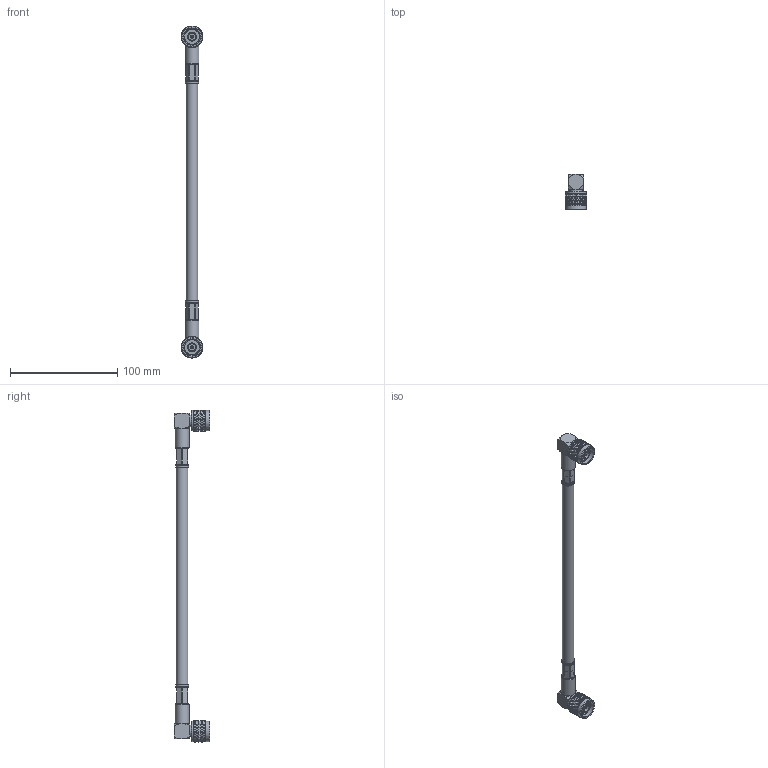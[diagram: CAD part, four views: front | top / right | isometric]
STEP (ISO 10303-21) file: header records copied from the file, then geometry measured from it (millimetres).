
FILE_DESCRIPTION (( 'STEP AP203' ), '1' );
FILE_NAME ('PE3781LF_3D.step', '2021-11-08T20:30:41', ( '' ), ( '' ), 'SwSTEP 2.0', 'SolidWorks 2021', '' );
FILE_SCHEMA (( 'CONFIG_CONTROL_DESIGN' ));
Length unit declared in the file: inch
Products named in the file (3): PE3781LF_3D; RG214U^PE3781LF_RG214; PE4483^PE3781LF_Crimped
Assembly tree (3 placements, depth 2):
  PE3781LF_3D
    RG214U^PE3781LF_RG214
    PE4483^PE3781LF_Crimped  x2
Bounding box: 20 x 32.77 x 309.49 mm (x, y, z)
Volume: 37616 mm3; surface area: 19787.3 mm2
Topology: 5 solids, 5 shells, 3123 faces, 6883 edges, 3788 vertices
Faces by surface type: bspline 2252, cylinder 725, plane 104, cone 42
Full cylindrical faces by diameter (mm): 1.524 x2, 2.794 x2, 6.985 x2, 7.5 x2, 8.255 x2, 9.5 x2, 10.795 x1, 11.234 x2, 11.43 x2, 12.25 x2, 13 x2, 15.875 x10, 19.126 x4
Entity records: 64531 total; most frequent: CARTESIAN_POINT 43057, ORIENTED_EDGE 6790, EDGE_CURVE 3395, VERTEX_POINT 1877, EDGE_LOOP 1594, FACE_OUTER_BOUND 1575, ADVANCED_FACE 1558, DIRECTION 1430
